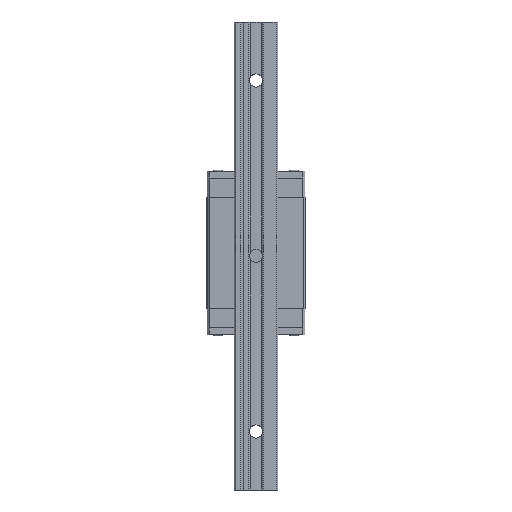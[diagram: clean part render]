
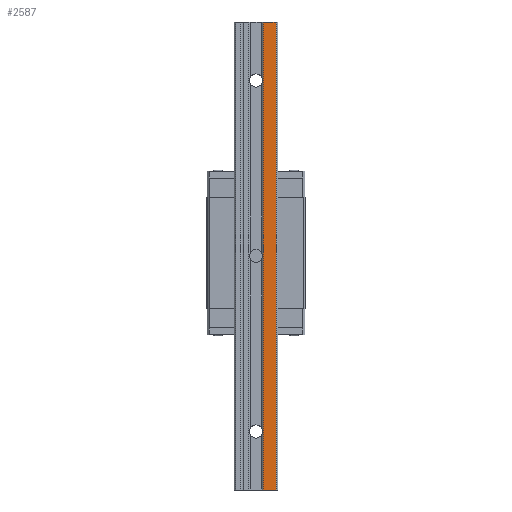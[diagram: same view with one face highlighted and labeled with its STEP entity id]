
A CAD part, front view. The second image highlights one B-rep face of the part: STEP entity #2587.
In plain terms, the highlighted planar face has unit normal (0, -1, 0).
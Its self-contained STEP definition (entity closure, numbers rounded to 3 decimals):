
#412 = EDGE_CURVE ( 'NONE', #3963, #1686, #6910, .T. ) ;
#629 = PLANE ( 'NONE',  #6667 ) ;
#843 = VERTEX_POINT ( 'NONE', #2959 ) ;
#929 = VECTOR ( 'NONE', #5345, 1000. ) ;
#1227 = CARTESIAN_POINT ( 'NONE',  ( 10., 0., -160. ) ) ;
#1460 = DIRECTION ( 'NONE',  ( 0., 0., 1. ) ) ;
#1686 = VERTEX_POINT ( 'NONE', #1736 ) ;
#1736 = CARTESIAN_POINT ( 'NONE',  ( 14.4, 0., 0. ) ) ;
#1809 = CARTESIAN_POINT ( 'NONE',  ( 10., 0., 0. ) ) ;
#1874 = ORIENTED_EDGE ( 'NONE', *, *, #6540, .T. ) ;
#1919 = VECTOR ( 'NONE', #1460, 1000. ) ;
#1949 = ORIENTED_EDGE ( 'NONE', *, *, #6828, .F. ) ;
#2254 = CARTESIAN_POINT ( 'NONE',  ( 10., 0., -160. ) ) ;
#2587 = ADVANCED_FACE ( 'NONE', ( #7494 ), #629, .T. ) ;
#2959 = CARTESIAN_POINT ( 'NONE',  ( 14.4, 0., -160. ) ) ;
#3041 = LINE ( 'NONE', #2254, #1919 ) ;
#3254 = DIRECTION ( 'NONE',  ( 1., 0., 0. ) ) ;
#3520 = VERTEX_POINT ( 'NONE', #1227 ) ;
#3771 = DIRECTION ( 'NONE',  ( 0., 0., 1. ) ) ;
#3963 = VERTEX_POINT ( 'NONE', #1809 ) ;
#4028 = CARTESIAN_POINT ( 'NONE',  ( 10., 0., -160. ) ) ;
#4336 = EDGE_LOOP ( 'NONE', ( #5245, #1949, #1874, #5088 ) ) ;
#4560 = CARTESIAN_POINT ( 'NONE',  ( 14.4, 0., -160. ) ) ;
#4830 = LINE ( 'NONE', #4028, #5995 ) ;
#5088 = ORIENTED_EDGE ( 'NONE', *, *, #5712, .T. ) ;
#5245 = ORIENTED_EDGE ( 'NONE', *, *, #412, .F. ) ;
#5345 = DIRECTION ( 'NONE',  ( 1., 0., 0. ) ) ;
#5712 = EDGE_CURVE ( 'NONE', #843, #1686, #6171, .T. ) ;
#5993 = DIRECTION ( 'NONE',  ( 0., 0., -1. ) ) ;
#5995 = VECTOR ( 'NONE', #3254, 1000. ) ;
#6143 = CARTESIAN_POINT ( 'NONE',  ( 10., 0., 0. ) ) ;
#6171 = LINE ( 'NONE', #4560, #6510 ) ;
#6510 = VECTOR ( 'NONE', #3771, 1000. ) ;
#6540 = EDGE_CURVE ( 'NONE', #3520, #843, #4830, .T. ) ;
#6667 = AXIS2_PLACEMENT_3D ( 'NONE', #7524, #6748, #5993 ) ;
#6748 = DIRECTION ( 'NONE',  ( 0., -1., 0. ) ) ;
#6828 = EDGE_CURVE ( 'NONE', #3520, #3963, #3041, .T. ) ;
#6910 = LINE ( 'NONE', #6143, #929 ) ;
#7494 = FACE_OUTER_BOUND ( 'NONE', #4336, .T. ) ;
#7524 = CARTESIAN_POINT ( 'NONE',  ( 10., 0., -160. ) ) ;
